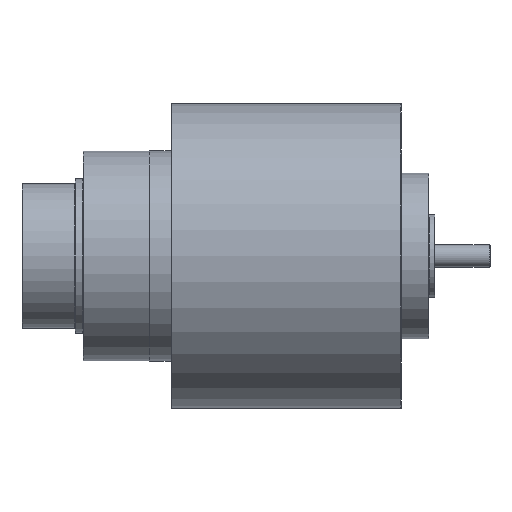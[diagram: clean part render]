
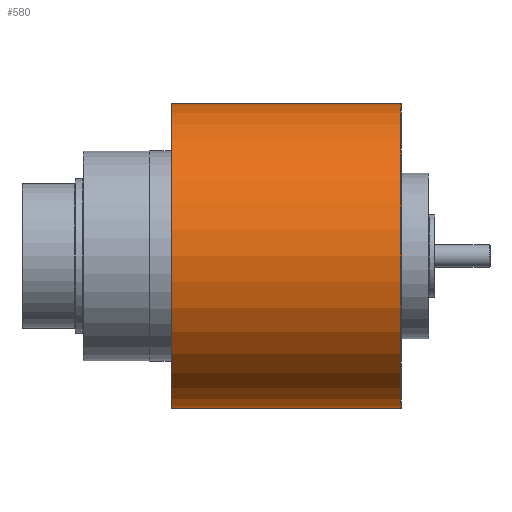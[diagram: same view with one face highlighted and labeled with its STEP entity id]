
A CAD part, front view. The second image highlights one B-rep face of the part: STEP entity #580.
In plain terms, the highlighted cylindrical face has radius 87.376 mm (diameter 174.752 mm), a partial arc.
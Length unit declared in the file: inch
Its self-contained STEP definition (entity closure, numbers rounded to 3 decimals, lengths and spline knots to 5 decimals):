
#86 = EDGE_LOOP ( 'NONE', ( #727, #728, #729, #730 ) ) ;
#345 = VERTEX_POINT ( 'NONE', #1496 ) ;
#346 = VERTEX_POINT ( 'NONE', #1497 ) ;
#347 = VERTEX_POINT ( 'NONE', #1498 ) ;
#348 = VERTEX_POINT ( 'NONE', #1499 ) ;
#580 = ADVANCED_FACE ( 'NONE', ( #1406 ), #1408, .T. ) ;
#727 = ORIENTED_EDGE ( 'NONE', *, *, #953, .F. ) ;
#728 = ORIENTED_EDGE ( 'NONE', *, *, #1006, .T. ) ;
#729 = ORIENTED_EDGE ( 'NONE', *, *, #958, .T. ) ;
#730 = ORIENTED_EDGE ( 'NONE', *, *, #1007, .T. ) ;
#953 = EDGE_CURVE ( 'NONE', #348, #346, #2283, .T. ) ;
#958 = EDGE_CURVE ( 'NONE', #347, #345, #2287, .T. ) ;
#1006 = EDGE_CURVE ( 'NONE', #348, #347, #2349, .T. ) ;
#1007 = EDGE_CURVE ( 'NONE', #345, #346, #2350, .T. ) ;
#1406 = FACE_OUTER_BOUND ( 'NONE', #86, .T. ) ;
#1408 = CYLINDRICAL_SURFACE ( 'NONE', #1828, 3.44 ) ;
#1496 = CARTESIAN_POINT ( 'NONE',  ( 3.385, 0., 3.44 ) ) ;
#1497 = CARTESIAN_POINT ( 'NONE',  ( 3.385, 0., -3.44 ) ) ;
#1498 = CARTESIAN_POINT ( 'NONE',  ( 8.565, 0., 3.44 ) ) ;
#1499 = CARTESIAN_POINT ( 'NONE',  ( 8.565, 0., -3.44 ) ) ;
#1828 = AXIS2_PLACEMENT_3D ( 'NONE', #2083, #2079, #2082 ) ;
#2079 = DIRECTION ( 'NONE',  ( -1., 0., 0. ) ) ;
#2082 = DIRECTION ( 'NONE',  ( 0., 0., 1. ) ) ;
#2083 = CARTESIAN_POINT ( 'NONE',  ( 18.29979, 0., 0. ) ) ;
#2278 = VECTOR ( 'NONE', #2432, 39.37008 ) ;
#2283 = LINE ( 'NONE', #2419, #2284 ) ;
#2284 = VECTOR ( 'NONE', #2420, 39.37008 ) ;
#2287 = LINE ( 'NONE', #2431, #2278 ) ;
#2349 = CIRCLE ( 'NONE', #2661, 3.44 ) ;
#2350 = CIRCLE ( 'NONE', #2663, 3.44 ) ;
#2419 = CARTESIAN_POINT ( 'NONE',  ( 18.29979, 0., -3.44 ) ) ;
#2420 = DIRECTION ( 'NONE',  ( -1., 0., 0. ) ) ;
#2431 = CARTESIAN_POINT ( 'NONE',  ( 18.29979, 0., 3.44 ) ) ;
#2432 = DIRECTION ( 'NONE',  ( -1., 0., 0. ) ) ;
#2580 = CARTESIAN_POINT ( 'NONE',  ( 3.385, 0., 0. ) ) ;
#2584 = CARTESIAN_POINT ( 'NONE',  ( 8.565, 0., 0. ) ) ;
#2585 = DIRECTION ( 'NONE',  ( -1., 0., 0. ) ) ;
#2586 = DIRECTION ( 'NONE',  ( 0., 0., -1. ) ) ;
#2588 = DIRECTION ( 'NONE',  ( 1., 0., 0. ) ) ;
#2589 = DIRECTION ( 'NONE',  ( 0., 0., -1. ) ) ;
#2661 = AXIS2_PLACEMENT_3D ( 'NONE', #2584, #2585, #2586 ) ;
#2663 = AXIS2_PLACEMENT_3D ( 'NONE', #2580, #2588, #2589 ) ;
